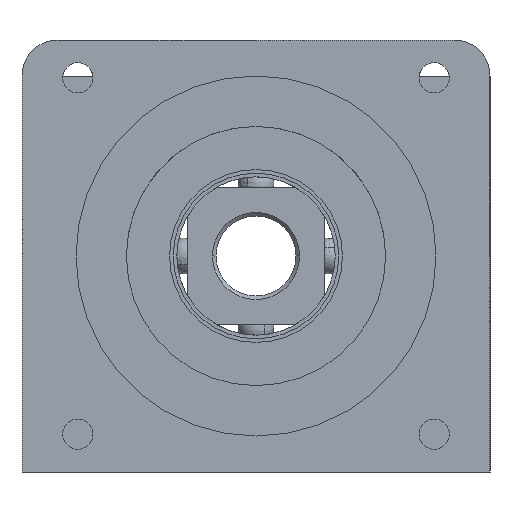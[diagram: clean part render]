
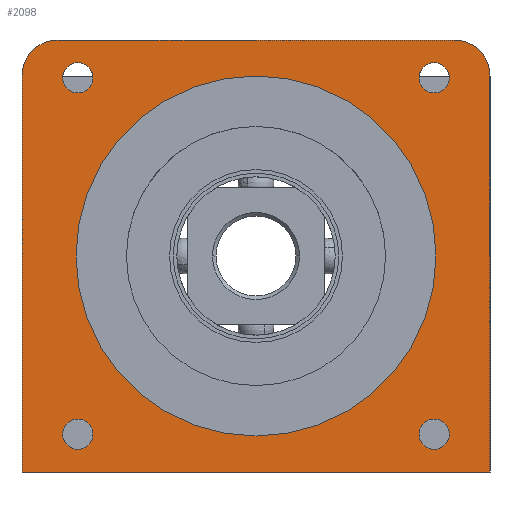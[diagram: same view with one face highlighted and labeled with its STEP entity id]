
A CAD part, left-side view. The second image highlights one B-rep face of the part: STEP entity #2098.
In plain terms, the highlighted planar face has unit normal (-1, 0, 0).
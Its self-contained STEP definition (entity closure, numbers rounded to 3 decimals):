
#1928=CARTESIAN_POINT('Vertex',(0.,22.649,-24.749)) ;
#1931=CARTESIAN_POINT('Axis2P3D Location',(0.,24.749,-24.749)) ;
#1935=CARTESIAN_POINT('Vertex',(0.,26.849,-24.749)) ;
#1955=CARTESIAN_POINT('Axis2P3D Location',(0.,24.749,-24.749)) ;
#1967=CARTESIAN_POINT('Axis2P3D Location',(0.,0.,0.)) ;
#1972=CARTESIAN_POINT('Axis2P3D Location',(0.,-27.5,25.)) ;
#1976=CARTESIAN_POINT('Vertex',(0.,-27.5,30.)) ;
#1978=CARTESIAN_POINT('Vertex',(0.,-32.5,25.)) ;
#1981=CARTESIAN_POINT('Line Origine',(0.,0.,30.)) ;
#1985=CARTESIAN_POINT('Vertex',(0.,27.5,30.)) ;
#1988=CARTESIAN_POINT('Axis2P3D Location',(0.,27.5,25.)) ;
#1992=CARTESIAN_POINT('Vertex',(0.,32.5,25.)) ;
#1995=CARTESIAN_POINT('Line Origine',(0.,32.5,-2.5)) ;
#1999=CARTESIAN_POINT('Vertex',(0.,32.5,-30.)) ;
#2002=CARTESIAN_POINT('Line Origine',(0.,0.,-30.)) ;
#2006=CARTESIAN_POINT('Vertex',(0.,-32.5,-30.)) ;
#2009=CARTESIAN_POINT('Line Origine',(0.,-32.5,-2.5)) ;
#2022=CARTESIAN_POINT('Axis2P3D Location',(0.,0.,0.)) ;
#2026=CARTESIAN_POINT('Vertex',(0.,25.,0.)) ;
#2028=CARTESIAN_POINT('Vertex',(0.,-25.,0.)) ;
#2031=CARTESIAN_POINT('Axis2P3D Location',(0.,0.,0.)) ;
#2040=CARTESIAN_POINT('Axis2P3D Location',(0.,24.749,24.749)) ;
#2044=CARTESIAN_POINT('Vertex',(0.,26.849,24.749)) ;
#2046=CARTESIAN_POINT('Vertex',(0.,22.649,24.749)) ;
#2049=CARTESIAN_POINT('Axis2P3D Location',(0.,24.749,24.749)) ;
#2058=CARTESIAN_POINT('Axis2P3D Location',(0.,-24.749,24.749)) ;
#2062=CARTESIAN_POINT('Vertex',(0.,-26.849,24.749)) ;
#2064=CARTESIAN_POINT('Vertex',(0.,-22.649,24.749)) ;
#2067=CARTESIAN_POINT('Axis2P3D Location',(0.,-24.749,24.749)) ;
#2080=CARTESIAN_POINT('Axis2P3D Location',(0.,-24.749,-24.749)) ;
#2084=CARTESIAN_POINT('Vertex',(0.,-26.849,-24.749)) ;
#2086=CARTESIAN_POINT('Vertex',(0.,-22.649,-24.749)) ;
#2089=CARTESIAN_POINT('Axis2P3D Location',(0.,-24.749,-24.749)) ;
#1932=DIRECTION('Axis2P3D Direction',(1.,0.,0.)) ;
#1956=DIRECTION('Axis2P3D Direction',(1.,0.,0.)) ;
#1968=DIRECTION('Axis2P3D Direction',(1.,0.,0.)) ;
#1969=DIRECTION('Axis2P3D XDirection',(0.,1.,0.)) ;
#1973=DIRECTION('Axis2P3D Direction',(1.,0.,0.)) ;
#1982=DIRECTION('Vector Direction',(0.,1.,0.)) ;
#1989=DIRECTION('Axis2P3D Direction',(1.,0.,0.)) ;
#1996=DIRECTION('Vector Direction',(0.,0.,1.)) ;
#2003=DIRECTION('Vector Direction',(0.,-1.,0.)) ;
#2010=DIRECTION('Vector Direction',(0.,0.,-1.)) ;
#2023=DIRECTION('Axis2P3D Direction',(1.,0.,0.)) ;
#2032=DIRECTION('Axis2P3D Direction',(1.,0.,0.)) ;
#2041=DIRECTION('Axis2P3D Direction',(1.,0.,0.)) ;
#2050=DIRECTION('Axis2P3D Direction',(1.,0.,0.)) ;
#2059=DIRECTION('Axis2P3D Direction',(1.,0.,0.)) ;
#2068=DIRECTION('Axis2P3D Direction',(1.,0.,0.)) ;
#2081=DIRECTION('Axis2P3D Direction',(1.,0.,0.)) ;
#2090=DIRECTION('Axis2P3D Direction',(1.,0.,0.)) ;
#1933=AXIS2_PLACEMENT_3D('Circle Axis2P3D',#1931,#1932,$) ;
#1957=AXIS2_PLACEMENT_3D('Circle Axis2P3D',#1955,#1956,$) ;
#1970=AXIS2_PLACEMENT_3D('Plane Axis2P3D',#1967,#1968,#1969) ;
#1974=AXIS2_PLACEMENT_3D('Circle Axis2P3D',#1972,#1973,$) ;
#1990=AXIS2_PLACEMENT_3D('Circle Axis2P3D',#1988,#1989,$) ;
#2024=AXIS2_PLACEMENT_3D('Circle Axis2P3D',#2022,#2023,$) ;
#2033=AXIS2_PLACEMENT_3D('Circle Axis2P3D',#2031,#2032,$) ;
#2042=AXIS2_PLACEMENT_3D('Circle Axis2P3D',#2040,#2041,$) ;
#2051=AXIS2_PLACEMENT_3D('Circle Axis2P3D',#2049,#2050,$) ;
#2060=AXIS2_PLACEMENT_3D('Circle Axis2P3D',#2058,#2059,$) ;
#2069=AXIS2_PLACEMENT_3D('Circle Axis2P3D',#2067,#2068,$) ;
#2082=AXIS2_PLACEMENT_3D('Circle Axis2P3D',#2080,#2081,$) ;
#2091=AXIS2_PLACEMENT_3D('Circle Axis2P3D',#2089,#2090,$) ;
#2015=ORIENTED_EDGE('',*,*,#1980,.F.) ;
#2016=ORIENTED_EDGE('',*,*,#1987,.F.) ;
#2017=ORIENTED_EDGE('',*,*,#1994,.F.) ;
#2018=ORIENTED_EDGE('',*,*,#2001,.F.) ;
#2019=ORIENTED_EDGE('',*,*,#2008,.F.) ;
#2020=ORIENTED_EDGE('',*,*,#2013,.F.) ;
#2037=ORIENTED_EDGE('',*,*,#2030,.F.) ;
#2038=ORIENTED_EDGE('',*,*,#2035,.F.) ;
#2055=ORIENTED_EDGE('',*,*,#2048,.T.) ;
#2056=ORIENTED_EDGE('',*,*,#2053,.T.) ;
#2073=ORIENTED_EDGE('',*,*,#2066,.T.) ;
#2074=ORIENTED_EDGE('',*,*,#2071,.T.) ;
#2077=ORIENTED_EDGE('',*,*,#1937,.T.) ;
#2078=ORIENTED_EDGE('',*,*,#1959,.T.) ;
#2095=ORIENTED_EDGE('',*,*,#2088,.T.) ;
#2096=ORIENTED_EDGE('',*,*,#2093,.T.) ;
#2039=FACE_BOUND('',#2036,.T.) ;
#2057=FACE_BOUND('',#2054,.T.) ;
#2075=FACE_BOUND('',#2072,.T.) ;
#2079=FACE_BOUND('',#2076,.T.) ;
#2097=FACE_BOUND('',#2094,.T.) ;
#1983=VECTOR('Line Direction',#1982,1.) ;
#1997=VECTOR('Line Direction',#1996,1.) ;
#2004=VECTOR('Line Direction',#2003,1.) ;
#2011=VECTOR('Line Direction',#2010,1.) ;
#2098=ADVANCED_FACE('\X2\96F64EF651E04F554F53\X0\',(#2021,#2039,#2057,#2075,#2079,#2097),#1971,.F.) ;
#1934=CIRCLE('generated circle',#1933,2.1) ;
#1958=CIRCLE('generated circle',#1957,2.1) ;
#1975=CIRCLE('generated circle',#1974,5.) ;
#1991=CIRCLE('generated circle',#1990,5.) ;
#2025=CIRCLE('generated circle',#2024,25.) ;
#2034=CIRCLE('generated circle',#2033,25.) ;
#2043=CIRCLE('generated circle',#2042,2.1) ;
#2052=CIRCLE('generated circle',#2051,2.1) ;
#2061=CIRCLE('generated circle',#2060,2.1) ;
#2070=CIRCLE('generated circle',#2069,2.1) ;
#2083=CIRCLE('generated circle',#2082,2.1) ;
#2092=CIRCLE('generated circle',#2091,2.1) ;
#1937=EDGE_CURVE('',#1936,#1929,#1934,.T.) ;
#1959=EDGE_CURVE('',#1929,#1936,#1958,.T.) ;
#1980=EDGE_CURVE('',#1977,#1979,#1975,.T.) ;
#1987=EDGE_CURVE('',#1986,#1977,#1984,.F.) ;
#1994=EDGE_CURVE('',#1993,#1986,#1991,.T.) ;
#2001=EDGE_CURVE('',#2000,#1993,#1998,.T.) ;
#2008=EDGE_CURVE('',#2007,#2000,#2005,.F.) ;
#2013=EDGE_CURVE('',#1979,#2007,#2012,.T.) ;
#2030=EDGE_CURVE('',#2027,#2029,#2025,.F.) ;
#2035=EDGE_CURVE('',#2029,#2027,#2034,.F.) ;
#2048=EDGE_CURVE('',#2045,#2047,#2043,.T.) ;
#2053=EDGE_CURVE('',#2047,#2045,#2052,.T.) ;
#2066=EDGE_CURVE('',#2063,#2065,#2061,.T.) ;
#2071=EDGE_CURVE('',#2065,#2063,#2070,.T.) ;
#2088=EDGE_CURVE('',#2085,#2087,#2083,.T.) ;
#2093=EDGE_CURVE('',#2087,#2085,#2092,.T.) ;
#2014=EDGE_LOOP('',(#2015,#2016,#2017,#2018,#2019,#2020)) ;
#2036=EDGE_LOOP('',(#2037,#2038)) ;
#2054=EDGE_LOOP('',(#2055,#2056)) ;
#2072=EDGE_LOOP('',(#2073,#2074)) ;
#2076=EDGE_LOOP('',(#2077,#2078)) ;
#2094=EDGE_LOOP('',(#2095,#2096)) ;
#2021=FACE_OUTER_BOUND('',#2014,.T.) ;
#1984=LINE('Line',#1981,#1983) ;
#1998=LINE('Line',#1995,#1997) ;
#2005=LINE('Line',#2002,#2004) ;
#2012=LINE('Line',#2009,#2011) ;
#1971=PLANE('Plane',#1970) ;
#1929=VERTEX_POINT('',#1928) ;
#1936=VERTEX_POINT('',#1935) ;
#1977=VERTEX_POINT('',#1976) ;
#1979=VERTEX_POINT('',#1978) ;
#1986=VERTEX_POINT('',#1985) ;
#1993=VERTEX_POINT('',#1992) ;
#2000=VERTEX_POINT('',#1999) ;
#2007=VERTEX_POINT('',#2006) ;
#2027=VERTEX_POINT('',#2026) ;
#2029=VERTEX_POINT('',#2028) ;
#2045=VERTEX_POINT('',#2044) ;
#2047=VERTEX_POINT('',#2046) ;
#2063=VERTEX_POINT('',#2062) ;
#2065=VERTEX_POINT('',#2064) ;
#2085=VERTEX_POINT('',#2084) ;
#2087=VERTEX_POINT('',#2086) ;
